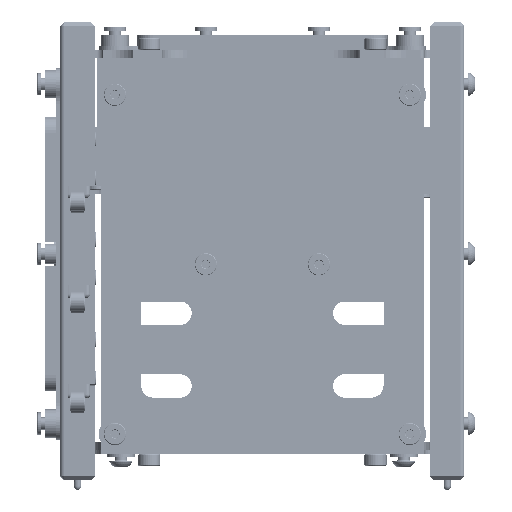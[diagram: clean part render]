
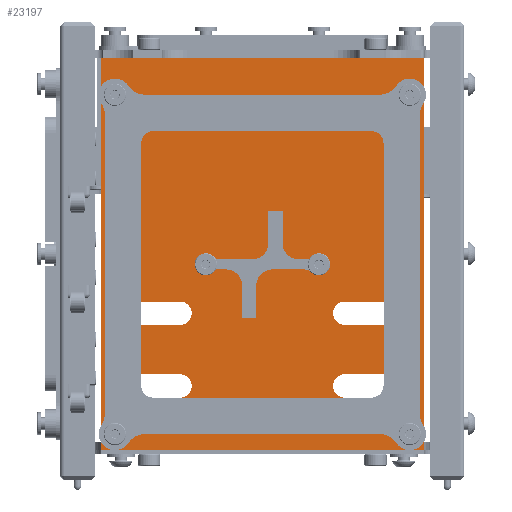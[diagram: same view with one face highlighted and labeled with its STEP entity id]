
A CAD part, front view. The second image highlights one B-rep face of the part: STEP entity #23197.
In plain terms, the highlighted planar face has unit normal (0, -1, 0).
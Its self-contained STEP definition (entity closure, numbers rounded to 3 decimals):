
#1462=FACE_BOUND('',#8622,.T.);
#1463=FACE_BOUND('',#8623,.T.);
#1464=FACE_BOUND('',#8624,.T.);
#1465=FACE_BOUND('',#8625,.T.);
#1466=FACE_BOUND('',#8626,.T.);
#1467=FACE_BOUND('',#8627,.T.);
#1468=FACE_BOUND('',#8628,.T.);
#1469=FACE_BOUND('',#8629,.T.);
#1470=FACE_BOUND('',#8630,.T.);
#1471=FACE_BOUND('',#8631,.T.);
#2643=LINE('',#38102,#4641);
#2644=LINE('',#38104,#4642);
#2645=LINE('',#38106,#4643);
#2646=LINE('',#38107,#4644);
#2647=LINE('',#38110,#4645);
#2648=LINE('',#38114,#4646);
#2649=LINE('',#38118,#4647);
#2650=LINE('',#38122,#4648);
#2651=LINE('',#38126,#4649);
#2652=LINE('',#38130,#4650);
#2653=LINE('',#38134,#4651);
#2654=LINE('',#38138,#4652);
#4641=VECTOR('',#30063,1000.);
#4642=VECTOR('',#30064,1000.);
#4643=VECTOR('',#30065,1000.);
#4644=VECTOR('',#30066,1000.);
#4645=VECTOR('',#30067,1000.);
#4646=VECTOR('',#30070,1000.);
#4647=VECTOR('',#30073,1000.);
#4648=VECTOR('',#30076,1000.);
#4649=VECTOR('',#30079,1000.);
#4650=VECTOR('',#30082,1000.);
#4651=VECTOR('',#30085,1000.);
#4652=VECTOR('',#30088,1000.);
#6000=PLANE('',#25410);
#7030=FACE_OUTER_BOUND('',#8621,.T.);
#8621=EDGE_LOOP('',(#19296,#19297,#19298,#19299));
#8622=EDGE_LOOP('',(#19300));
#8623=EDGE_LOOP('',(#19301));
#8624=EDGE_LOOP('',(#19302));
#8625=EDGE_LOOP('',(#19303,#19304,#19305,#19306));
#8626=EDGE_LOOP('',(#19307,#19308,#19309,#19310));
#8627=EDGE_LOOP('',(#19311,#19312,#19313,#19314));
#8628=EDGE_LOOP('',(#19315,#19316,#19317,#19318));
#8629=EDGE_LOOP('',(#19319));
#8630=EDGE_LOOP('',(#19320));
#8631=EDGE_LOOP('',(#19321));
#9946=CIRCLE('',#25372,1.25);
#9948=CIRCLE('',#25375,1.25);
#9950=CIRCLE('',#25378,1.25);
#9952=CIRCLE('',#25381,1.25);
#9954=CIRCLE('',#25384,1.25);
#9956=CIRCLE('',#25387,1.25);
#9971=CIRCLE('',#25411,2.9);
#9972=CIRCLE('',#25412,2.9);
#9973=CIRCLE('',#25413,2.9);
#9974=CIRCLE('',#25414,2.9);
#9975=CIRCLE('',#25415,2.9);
#9976=CIRCLE('',#25416,2.9);
#9977=CIRCLE('',#25417,2.9);
#9978=CIRCLE('',#25418,2.9);
#11649=VERTEX_POINT('',#38010);
#11651=VERTEX_POINT('',#38015);
#11653=VERTEX_POINT('',#38020);
#11655=VERTEX_POINT('',#38025);
#11657=VERTEX_POINT('',#38030);
#11659=VERTEX_POINT('',#38035);
#11682=VERTEX_POINT('',#38100);
#11683=VERTEX_POINT('',#38101);
#11684=VERTEX_POINT('',#38103);
#11685=VERTEX_POINT('',#38105);
#11686=VERTEX_POINT('',#38108);
#11687=VERTEX_POINT('',#38109);
#11688=VERTEX_POINT('',#38111);
#11689=VERTEX_POINT('',#38113);
#11690=VERTEX_POINT('',#38116);
#11691=VERTEX_POINT('',#38117);
#11692=VERTEX_POINT('',#38119);
#11693=VERTEX_POINT('',#38121);
#11694=VERTEX_POINT('',#38124);
#11695=VERTEX_POINT('',#38125);
#11696=VERTEX_POINT('',#38127);
#11697=VERTEX_POINT('',#38129);
#11698=VERTEX_POINT('',#38132);
#11699=VERTEX_POINT('',#38133);
#11700=VERTEX_POINT('',#38135);
#11701=VERTEX_POINT('',#38137);
#14383=EDGE_CURVE('',#11649,#11649,#9946,.T.);
#14385=EDGE_CURVE('',#11651,#11651,#9948,.T.);
#14387=EDGE_CURVE('',#11653,#11653,#9950,.T.);
#14389=EDGE_CURVE('',#11655,#11655,#9952,.T.);
#14391=EDGE_CURVE('',#11657,#11657,#9954,.T.);
#14393=EDGE_CURVE('',#11659,#11659,#9956,.T.);
#14418=EDGE_CURVE('',#11682,#11683,#2643,.T.);
#14419=EDGE_CURVE('',#11683,#11684,#2644,.T.);
#14420=EDGE_CURVE('',#11685,#11684,#2645,.T.);
#14421=EDGE_CURVE('',#11682,#11685,#2646,.T.);
#14422=EDGE_CURVE('',#11686,#11687,#2647,.T.);
#14423=EDGE_CURVE('',#11687,#11688,#9971,.T.);
#14424=EDGE_CURVE('',#11688,#11689,#2648,.T.);
#14425=EDGE_CURVE('',#11689,#11686,#9972,.T.);
#14426=EDGE_CURVE('',#11690,#11691,#2649,.T.);
#14427=EDGE_CURVE('',#11691,#11692,#9973,.T.);
#14428=EDGE_CURVE('',#11692,#11693,#2650,.T.);
#14429=EDGE_CURVE('',#11693,#11690,#9974,.T.);
#14430=EDGE_CURVE('',#11694,#11695,#2651,.T.);
#14431=EDGE_CURVE('',#11695,#11696,#9975,.T.);
#14432=EDGE_CURVE('',#11696,#11697,#2652,.T.);
#14433=EDGE_CURVE('',#11697,#11694,#9976,.T.);
#14434=EDGE_CURVE('',#11698,#11699,#2653,.T.);
#14435=EDGE_CURVE('',#11699,#11700,#9977,.T.);
#14436=EDGE_CURVE('',#11700,#11701,#2654,.T.);
#14437=EDGE_CURVE('',#11701,#11698,#9978,.T.);
#19296=ORIENTED_EDGE('',*,*,#14418,.T.);
#19297=ORIENTED_EDGE('',*,*,#14419,.T.);
#19298=ORIENTED_EDGE('',*,*,#14420,.F.);
#19299=ORIENTED_EDGE('',*,*,#14421,.F.);
#19300=ORIENTED_EDGE('',*,*,#14387,.F.);
#19301=ORIENTED_EDGE('',*,*,#14385,.F.);
#19302=ORIENTED_EDGE('',*,*,#14383,.F.);
#19303=ORIENTED_EDGE('',*,*,#14422,.T.);
#19304=ORIENTED_EDGE('',*,*,#14423,.T.);
#19305=ORIENTED_EDGE('',*,*,#14424,.T.);
#19306=ORIENTED_EDGE('',*,*,#14425,.T.);
#19307=ORIENTED_EDGE('',*,*,#14426,.T.);
#19308=ORIENTED_EDGE('',*,*,#14427,.T.);
#19309=ORIENTED_EDGE('',*,*,#14428,.T.);
#19310=ORIENTED_EDGE('',*,*,#14429,.T.);
#19311=ORIENTED_EDGE('',*,*,#14430,.T.);
#19312=ORIENTED_EDGE('',*,*,#14431,.T.);
#19313=ORIENTED_EDGE('',*,*,#14432,.T.);
#19314=ORIENTED_EDGE('',*,*,#14433,.T.);
#19315=ORIENTED_EDGE('',*,*,#14434,.T.);
#19316=ORIENTED_EDGE('',*,*,#14435,.T.);
#19317=ORIENTED_EDGE('',*,*,#14436,.T.);
#19318=ORIENTED_EDGE('',*,*,#14437,.T.);
#19319=ORIENTED_EDGE('',*,*,#14389,.F.);
#19320=ORIENTED_EDGE('',*,*,#14391,.F.);
#19321=ORIENTED_EDGE('',*,*,#14393,.F.);
#23197=ADVANCED_FACE('',(#7030,#1462,#1463,#1464,#1465,#1466,#1467,#1468,
#1469,#1470,#1471),#6000,.F.);
#25372=AXIS2_PLACEMENT_3D('',#38011,#29977,#29978);
#25375=AXIS2_PLACEMENT_3D('',#38016,#29983,#29984);
#25378=AXIS2_PLACEMENT_3D('',#38021,#29989,#29990);
#25381=AXIS2_PLACEMENT_3D('',#38026,#29995,#29996);
#25384=AXIS2_PLACEMENT_3D('',#38031,#30001,#30002);
#25387=AXIS2_PLACEMENT_3D('',#38036,#30007,#30008);
#25410=AXIS2_PLACEMENT_3D('',#38099,#30061,#30062);
#25411=AXIS2_PLACEMENT_3D('',#38112,#30068,#30069);
#25412=AXIS2_PLACEMENT_3D('',#38115,#30071,#30072);
#25413=AXIS2_PLACEMENT_3D('',#38120,#30074,#30075);
#25414=AXIS2_PLACEMENT_3D('',#38123,#30077,#30078);
#25415=AXIS2_PLACEMENT_3D('',#38128,#30080,#30081);
#25416=AXIS2_PLACEMENT_3D('',#38131,#30083,#30084);
#25417=AXIS2_PLACEMENT_3D('',#38136,#30086,#30087);
#25418=AXIS2_PLACEMENT_3D('',#38139,#30089,#30090);
#29977=DIRECTION('center_axis',(0.,-1.,0.));
#29978=DIRECTION('ref_axis',(0.,0.,-1.));
#29983=DIRECTION('center_axis',(0.,-1.,0.));
#29984=DIRECTION('ref_axis',(0.,0.,-1.));
#29989=DIRECTION('center_axis',(0.,-1.,0.));
#29990=DIRECTION('ref_axis',(0.,0.,-1.));
#29995=DIRECTION('center_axis',(0.,-1.,0.));
#29996=DIRECTION('ref_axis',(0.,0.,-1.));
#30001=DIRECTION('center_axis',(0.,-1.,0.));
#30002=DIRECTION('ref_axis',(0.,0.,-1.));
#30007=DIRECTION('center_axis',(0.,-1.,0.));
#30008=DIRECTION('ref_axis',(0.,0.,-1.));
#30061=DIRECTION('center_axis',(0.,1.,0.));
#30062=DIRECTION('ref_axis',(0.,0.,1.));
#30063=DIRECTION('',(0.,0.,-1.));
#30064=DIRECTION('',(1.,0.,0.));
#30065=DIRECTION('',(0.,0.,-1.));
#30066=DIRECTION('',(1.,0.,0.));
#30067=DIRECTION('',(1.,0.,0.));
#30068=DIRECTION('center_axis',(0.,1.,0.));
#30069=DIRECTION('ref_axis',(0.,0.,-1.));
#30070=DIRECTION('',(-1.,0.,0.));
#30071=DIRECTION('center_axis',(0.,1.,0.));
#30072=DIRECTION('ref_axis',(0.,0.,-1.));
#30073=DIRECTION('',(1.,0.,0.));
#30074=DIRECTION('center_axis',(0.,1.,0.));
#30075=DIRECTION('ref_axis',(0.,0.,-1.));
#30076=DIRECTION('',(-1.,0.,0.));
#30077=DIRECTION('center_axis',(0.,1.,0.));
#30078=DIRECTION('ref_axis',(0.,0.,-1.));
#30079=DIRECTION('',(-1.,0.,0.));
#30080=DIRECTION('center_axis',(0.,1.,0.));
#30081=DIRECTION('ref_axis',(0.,0.,1.));
#30082=DIRECTION('',(1.,0.,0.));
#30083=DIRECTION('center_axis',(0.,1.,0.));
#30084=DIRECTION('ref_axis',(0.,0.,1.));
#30085=DIRECTION('',(-1.,0.,0.));
#30086=DIRECTION('center_axis',(0.,1.,0.));
#30087=DIRECTION('ref_axis',(0.,0.,1.));
#30088=DIRECTION('',(1.,0.,0.));
#30089=DIRECTION('center_axis',(0.,1.,0.));
#30090=DIRECTION('ref_axis',(0.,0.,1.));
#38010=CARTESIAN_POINT('',(-36.5,0.,-45.75));
#38011=CARTESIAN_POINT('Origin',(-36.5,0.,-44.5));
#38015=CARTESIAN_POINT('',(36.5,0.,-45.75));
#38016=CARTESIAN_POINT('Origin',(36.5,0.,-44.5));
#38020=CARTESIAN_POINT('',(-14.,0.,-3.75));
#38021=CARTESIAN_POINT('Origin',(-14.,0.,-2.5));
#38025=CARTESIAN_POINT('',(14.,0.,-3.75));
#38026=CARTESIAN_POINT('Origin',(14.,0.,-2.5));
#38030=CARTESIAN_POINT('',(-36.5,0.,38.25));
#38031=CARTESIAN_POINT('Origin',(-36.5,0.,39.5));
#38035=CARTESIAN_POINT('',(36.5,0.,38.25));
#38036=CARTESIAN_POINT('Origin',(36.5,0.,39.5));
#38099=CARTESIAN_POINT('Origin',(0.,0.,0.));
#38100=CARTESIAN_POINT('',(-40.,0.,48.5));
#38101=CARTESIAN_POINT('',(-40.,0.,-48.5));
#38102=CARTESIAN_POINT('',(-40.,0.,0.));
#38103=CARTESIAN_POINT('',(40.,0.,-48.5));
#38104=CARTESIAN_POINT('',(0.,0.,-48.5));
#38105=CARTESIAN_POINT('',(40.,0.,48.5));
#38106=CARTESIAN_POINT('',(40.,0.,0.));
#38107=CARTESIAN_POINT('',(0.,0.,48.5));
#38108=CARTESIAN_POINT('',(-30.4,0.,-11.7));
#38109=CARTESIAN_POINT('',(-20.4,0.,-11.7));
#38110=CARTESIAN_POINT('',(-20.4,0.,-11.7));
#38111=CARTESIAN_POINT('',(-20.4,0.,-17.5));
#38112=CARTESIAN_POINT('Origin',(-20.4,0.,-14.6));
#38113=CARTESIAN_POINT('',(-30.4,0.,-17.5));
#38114=CARTESIAN_POINT('',(-20.4,0.,-17.5));
#38115=CARTESIAN_POINT('Origin',(-30.4,0.,-14.6));
#38116=CARTESIAN_POINT('',(-30.4,0.,-29.7));
#38117=CARTESIAN_POINT('',(-20.4,0.,-29.7));
#38118=CARTESIAN_POINT('',(-20.4,0.,-29.7));
#38119=CARTESIAN_POINT('',(-20.4,0.,-35.5));
#38120=CARTESIAN_POINT('Origin',(-20.4,0.,-32.6));
#38121=CARTESIAN_POINT('',(-30.4,0.,-35.5));
#38122=CARTESIAN_POINT('',(-20.4,0.,-35.5));
#38123=CARTESIAN_POINT('Origin',(-30.4,0.,-32.6));
#38124=CARTESIAN_POINT('',(30.4,0.,-35.5));
#38125=CARTESIAN_POINT('',(20.4,0.,-35.5));
#38126=CARTESIAN_POINT('',(20.4,0.,-35.5));
#38127=CARTESIAN_POINT('',(20.4,0.,-29.7));
#38128=CARTESIAN_POINT('Origin',(20.4,0.,-32.6));
#38129=CARTESIAN_POINT('',(30.4,0.,-29.7));
#38130=CARTESIAN_POINT('',(20.4,0.,-29.7));
#38131=CARTESIAN_POINT('Origin',(30.4,0.,-32.6));
#38132=CARTESIAN_POINT('',(30.4,0.,-17.5));
#38133=CARTESIAN_POINT('',(20.4,0.,-17.5));
#38134=CARTESIAN_POINT('',(20.4,0.,-17.5));
#38135=CARTESIAN_POINT('',(20.4,0.,-11.7));
#38136=CARTESIAN_POINT('Origin',(20.4,0.,-14.6));
#38137=CARTESIAN_POINT('',(30.4,0.,-11.7));
#38138=CARTESIAN_POINT('',(20.4,0.,-11.7));
#38139=CARTESIAN_POINT('Origin',(30.4,0.,-14.6));
